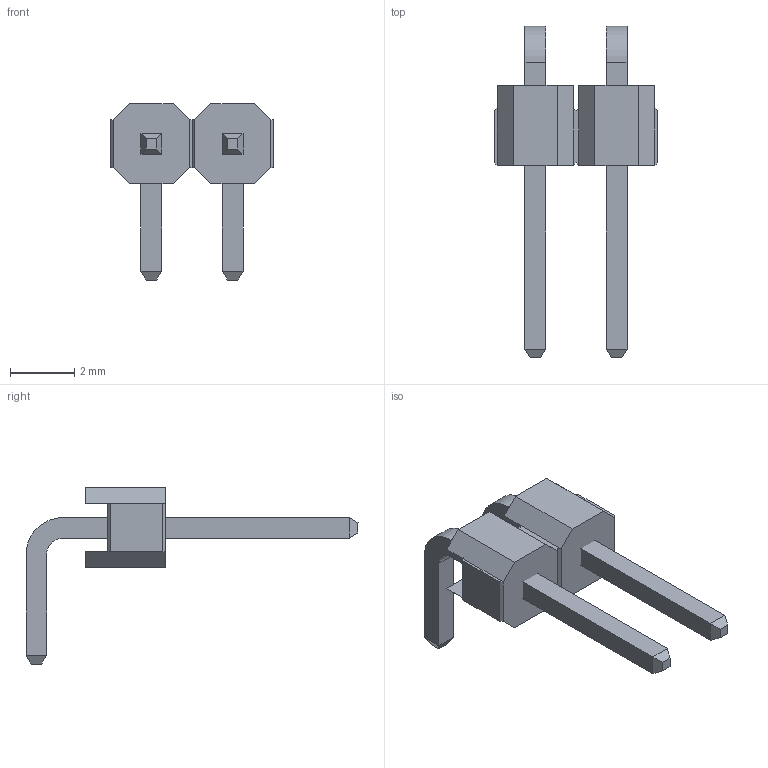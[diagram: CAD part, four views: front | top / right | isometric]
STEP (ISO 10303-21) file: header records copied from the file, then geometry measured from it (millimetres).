
FILE_DESCRIPTION(('STEP AP214'), '1');
FILE_NAME('DS1022-1x5RDF11', '2017-07-15T11:33:49', ('Nobody'), (''), 'ASCON STEP Converter 1.3', 'ASCON Math Kernel', '');
FILE_SCHEMA(('AUTOMOTIVE_DESIGN { 1 0 10303 214 3 1 1}'));
Length unit declared in the file: millimetre
Assembly tree (3 placements, depth 2):
  (unnamed)
    (unnamed)
    (unnamed)  x2
Bounding box: 5.08 x 10.35 x 5.5 mm (x, y, z)
Volume: 34.2 mm3; surface area: 135 mm2
Topology: 3 solids, 3 shells, 76 faces, 170 edges, 100 vertices
Faces by surface type: plane 72, cylinder 4
Entity records: 2183 total; most frequent: CARTESIAN_POINT 268, ORIENTED_EDGE 260, DIRECTION 258, EDGE_CURVE 130, LINE 126, VECTOR 126, VERTEX_POINT 76, AXIS2_PLACEMENT_3D 66
